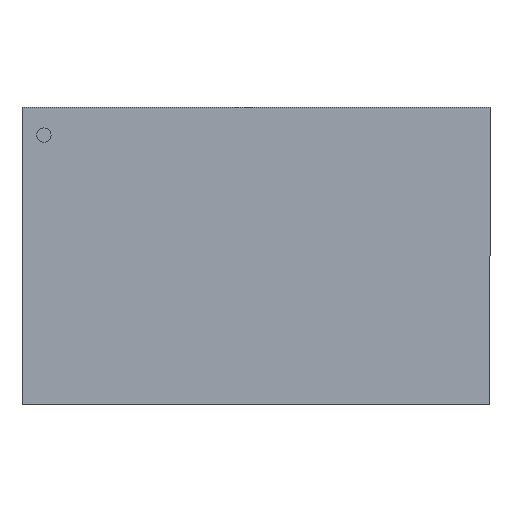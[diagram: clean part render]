
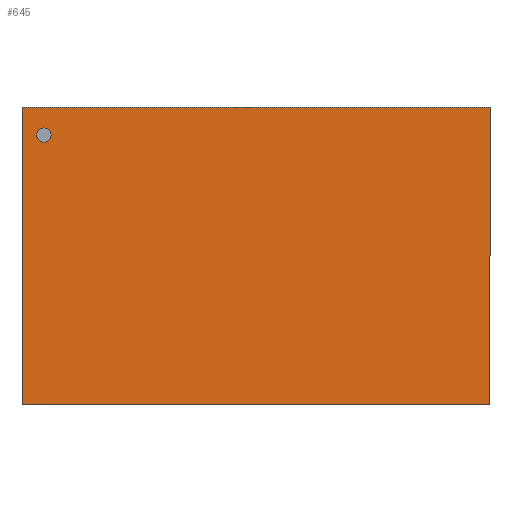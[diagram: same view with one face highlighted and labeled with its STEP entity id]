
A CAD part, front view. The second image highlights one B-rep face of the part: STEP entity #645.
In plain terms, the highlighted planar face has unit normal (0, -1, 0).
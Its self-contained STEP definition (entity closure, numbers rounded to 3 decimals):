
#23 = VECTOR ( 'NONE', #605, 1000. ) ;
#39 = LINE ( 'NONE', #650, #1978 ) ;
#102 = VECTOR ( 'NONE', #1666, 1000. ) ;
#173 = DIRECTION ( 'NONE',  ( 0., 0., -1. ) ) ;
#211 = EDGE_CURVE ( 'NONE', #885, #2302, #1752, .T. ) ;
#212 = DIRECTION ( 'NONE',  ( 0., 0., -1. ) ) ;
#318 = CARTESIAN_POINT ( 'NONE',  ( 0.825, 0., 0.525 ) ) ;
#401 = CARTESIAN_POINT ( 'NONE',  ( -0.825, 0., -0.525 ) ) ;
#449 = DIRECTION ( 'NONE',  ( -1., 0., 0. ) ) ;
#499 = AXIS2_PLACEMENT_3D ( 'NONE', #2161, #1757, #212 ) ;
#587 = LINE ( 'NONE', #401, #23 ) ;
#605 = DIRECTION ( 'NONE',  ( 0., 0., 1. ) ) ;
#616 = EDGE_CURVE ( 'NONE', #1238, #1537, #1720, .T. ) ;
#645 = ADVANCED_FACE ( 'NONE', ( #2406, #2220 ), #2473, .F. ) ;
#650 = CARTESIAN_POINT ( 'NONE',  ( -0.825, 0., -0.525 ) ) ;
#651 = CARTESIAN_POINT ( 'NONE',  ( -0.748, 0., 0.401 ) ) ;
#829 = EDGE_CURVE ( 'NONE', #2302, #885, #1163, .T. ) ;
#885 = VERTEX_POINT ( 'NONE', #651 ) ;
#1026 = EDGE_CURVE ( 'NONE', #1606, #1609, #587, .T. ) ;
#1031 = LINE ( 'NONE', #1212, #102 ) ;
#1054 = ORIENTED_EDGE ( 'NONE', *, *, #1026, .F. ) ;
#1111 = ORIENTED_EDGE ( 'NONE', *, *, #211, .F. ) ;
#1150 = EDGE_CURVE ( 'NONE', #1609, #1238, #1031, .T. ) ;
#1157 = DIRECTION ( 'NONE',  ( 0., 1., 0. ) ) ;
#1163 = CIRCLE ( 'NONE', #2290, 0.025 ) ;
#1212 = CARTESIAN_POINT ( 'NONE',  ( -0.825, 0., 0.525 ) ) ;
#1238 = VERTEX_POINT ( 'NONE', #318 ) ;
#1259 = ORIENTED_EDGE ( 'NONE', *, *, #1150, .F. ) ;
#1384 = DIRECTION ( 'NONE',  ( 0., 0., 1. ) ) ;
#1497 = EDGE_CURVE ( 'NONE', #1537, #1606, #39, .T. ) ;
#1509 = CARTESIAN_POINT ( 'NONE',  ( 0.825, 0., -0.525 ) ) ;
#1537 = VERTEX_POINT ( 'NONE', #1980 ) ;
#1606 = VERTEX_POINT ( 'NONE', #1646 ) ;
#1609 = VERTEX_POINT ( 'NONE', #2276 ) ;
#1646 = CARTESIAN_POINT ( 'NONE',  ( -0.825, 0., -0.525 ) ) ;
#1666 = DIRECTION ( 'NONE',  ( 1., 0., 0. ) ) ;
#1720 = LINE ( 'NONE', #1509, #2514 ) ;
#1752 = CIRCLE ( 'NONE', #499, 0.025 ) ;
#1757 = DIRECTION ( 'NONE',  ( 0., -1., 0. ) ) ;
#1823 = ORIENTED_EDGE ( 'NONE', *, *, #1497, .F. ) ;
#1923 = CARTESIAN_POINT ( 'NONE',  ( -0.748, 0., 0.426 ) ) ;
#1978 = VECTOR ( 'NONE', #449, 1000. ) ;
#1980 = CARTESIAN_POINT ( 'NONE',  ( 0.825, 0., -0.525 ) ) ;
#1983 = ORIENTED_EDGE ( 'NONE', *, *, #829, .F. ) ;
#2086 = AXIS2_PLACEMENT_3D ( 'NONE', #2652, #1157, #1384 ) ;
#2119 = DIRECTION ( 'NONE',  ( 0., -1., 0. ) ) ;
#2123 = EDGE_LOOP ( 'NONE', ( #2723, #1259, #1054, #1823 ) ) ;
#2161 = CARTESIAN_POINT ( 'NONE',  ( -0.748, 0., 0.426 ) ) ;
#2220 = FACE_OUTER_BOUND ( 'NONE', #2123, .T. ) ;
#2274 = CARTESIAN_POINT ( 'NONE',  ( -0.748, 0., 0.451 ) ) ;
#2276 = CARTESIAN_POINT ( 'NONE',  ( -0.825, 0., 0.525 ) ) ;
#2290 = AXIS2_PLACEMENT_3D ( 'NONE', #1923, #2119, #173 ) ;
#2302 = VERTEX_POINT ( 'NONE', #2274 ) ;
#2381 = DIRECTION ( 'NONE',  ( 0., 0., -1. ) ) ;
#2406 = FACE_BOUND ( 'NONE', #2752, .T. ) ;
#2473 = PLANE ( 'NONE',  #2086 ) ;
#2514 = VECTOR ( 'NONE', #2381, 1000. ) ;
#2652 = CARTESIAN_POINT ( 'NONE',  ( 0., 0., 0. ) ) ;
#2723 = ORIENTED_EDGE ( 'NONE', *, *, #616, .F. ) ;
#2752 = EDGE_LOOP ( 'NONE', ( #1111, #1983 ) ) ;
